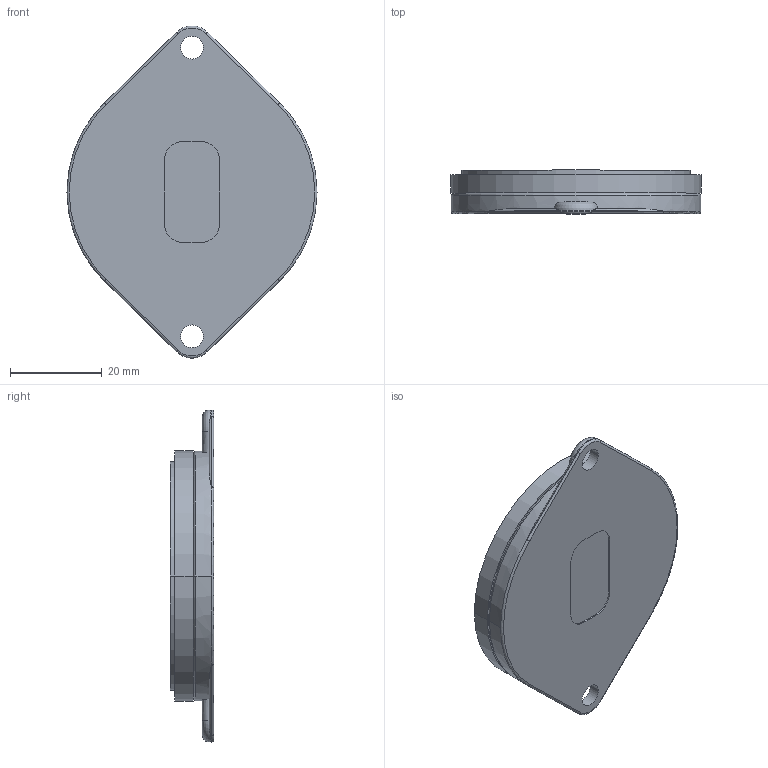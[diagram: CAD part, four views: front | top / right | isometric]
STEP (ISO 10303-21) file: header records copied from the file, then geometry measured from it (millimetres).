
FILE_DESCRIPTION((' '),'2;1');
FILE_NAME( 'R55-213891.stp', '2022-05-04T15:11:04', (' '), ('--- Datakit www.datakit.com---'), ' Datakit CrossCadWare V2022.1 Dec 21 2021', 'DATAKIT 2022 (c)', ' ');
FILE_SCHEMA(('AP242_MANAGED_MODEL_BASED_3D_ENGINEERING_MIM_LF { 1 0 10303 442 1 1 4 }'));
Length unit declared in the file: millimetre
Products named in the file (1): R55-213891
Bounding box: 54.6 x 9.5 x 72.46 mm (x, y, z)
Surface area: 11021.3 mm2 (no closed solid volume)
Topology: 0 solids, 61 shells, 61 faces, 296 edges, 296 vertices
Faces by surface type: revolution 40, bspline 21
Entity records: 3545 total; most frequent: CARTESIAN_POINT 957, DIRECTION 516, VERTEX_POINT 296, EDGE_CURVE 296, ORIENTED_EDGE 296, AXIS2_PLACEMENT_3D 163, CIRCLE 162, VECTOR 150
